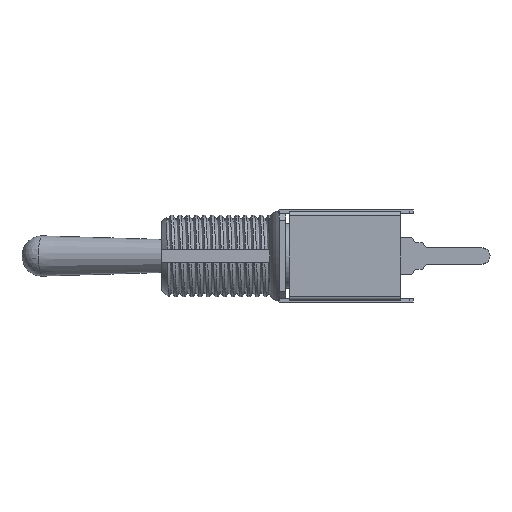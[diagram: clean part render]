
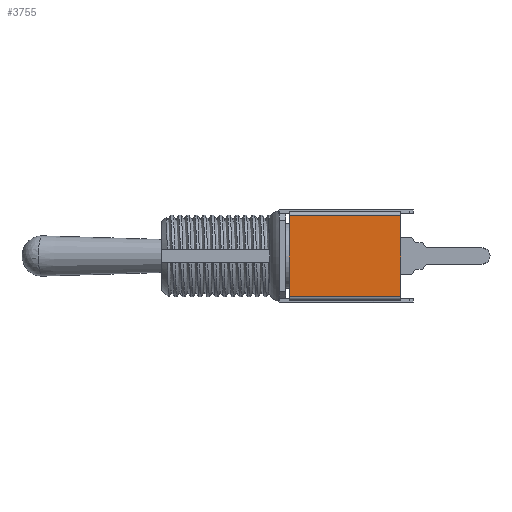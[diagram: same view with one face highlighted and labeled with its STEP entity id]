
A CAD part, left-side view. The second image highlights one B-rep face of the part: STEP entity #3755.
In plain terms, the highlighted face is planar.
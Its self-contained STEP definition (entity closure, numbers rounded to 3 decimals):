
#489 = CARTESIAN_POINT ( 'NONE',  ( 6.35, -4.15, 3.3 ) ) ;
#734 = LINE ( 'NONE', #489, #56399 ) ;
#1341 = VERTEX_POINT ( 'NONE', #14724 ) ;
#2781 = DIRECTION ( 'NONE',  ( 0., 0., 1. ) ) ;
#3463 = CARTESIAN_POINT ( 'NONE',  ( 6.35, 4.15, 3. ) ) ;
#3593 = VERTEX_POINT ( 'NONE', #15245 ) ;
#3755 = ADVANCED_FACE ( 'NONE', ( #51251 ), #31510, .F. ) ;
#5666 = DIRECTION ( 'NONE',  ( 0., 0., -1. ) ) ;
#10268 = LINE ( 'NONE', #3463, #65881 ) ;
#11818 = LINE ( 'NONE', #53227, #29554 ) ;
#14295 = EDGE_CURVE ( 'NONE', #3593, #50732, #10268, .T. ) ;
#14303 = DIRECTION ( 'NONE',  ( 0., -1., 0. ) ) ;
#14724 = CARTESIAN_POINT ( 'NONE',  ( 6.35, 4.15, -3. ) ) ;
#15225 = EDGE_CURVE ( 'NONE', #32385, #1341, #41449, .T. ) ;
#15245 = CARTESIAN_POINT ( 'NONE',  ( 6.35, 4.15, 3. ) ) ;
#17616 = CARTESIAN_POINT ( 'NONE',  ( 6.35, -4.15, -3. ) ) ;
#28693 = ORIENTED_EDGE ( 'NONE', *, *, #15225, .T. ) ;
#29554 = VECTOR ( 'NONE', #37214, 1000. ) ;
#31510 = PLANE ( 'NONE',  #54155 ) ;
#32385 = VERTEX_POINT ( 'NONE', #17616 ) ;
#36923 = DIRECTION ( 'NONE',  ( -1., 0., 0. ) ) ;
#37214 = DIRECTION ( 'NONE',  ( 0., 0., -1. ) ) ;
#38747 = CARTESIAN_POINT ( 'NONE',  ( 6.35, 4.15, -3. ) ) ;
#40752 = ORIENTED_EDGE ( 'NONE', *, *, #14295, .T. ) ;
#40959 = CARTESIAN_POINT ( 'NONE',  ( 6.35, 4.15, 3.3 ) ) ;
#41449 = LINE ( 'NONE', #38747, #54070 ) ;
#44158 = DIRECTION ( 'NONE',  ( 0., 1., 0. ) ) ;
#46804 = ORIENTED_EDGE ( 'NONE', *, *, #54527, .T. ) ;
#49080 = EDGE_CURVE ( 'NONE', #3593, #1341, #11818, .T. ) ;
#50732 = VERTEX_POINT ( 'NONE', #55781 ) ;
#51251 = FACE_OUTER_BOUND ( 'NONE', #53618, .T. ) ;
#53227 = CARTESIAN_POINT ( 'NONE',  ( 6.35, 4.15, 3.3 ) ) ;
#53618 = EDGE_LOOP ( 'NONE', ( #68421, #40752, #46804, #28693 ) ) ;
#54070 = VECTOR ( 'NONE', #44158, 1000. ) ;
#54155 = AXIS2_PLACEMENT_3D ( 'NONE', #40959, #36923, #2781 ) ;
#54527 = EDGE_CURVE ( 'NONE', #50732, #32385, #734, .T. ) ;
#55781 = CARTESIAN_POINT ( 'NONE',  ( 6.35, -4.15, 3. ) ) ;
#56399 = VECTOR ( 'NONE', #5666, 1000. ) ;
#65881 = VECTOR ( 'NONE', #14303, 1000. ) ;
#68421 = ORIENTED_EDGE ( 'NONE', *, *, #49080, .F. ) ;
